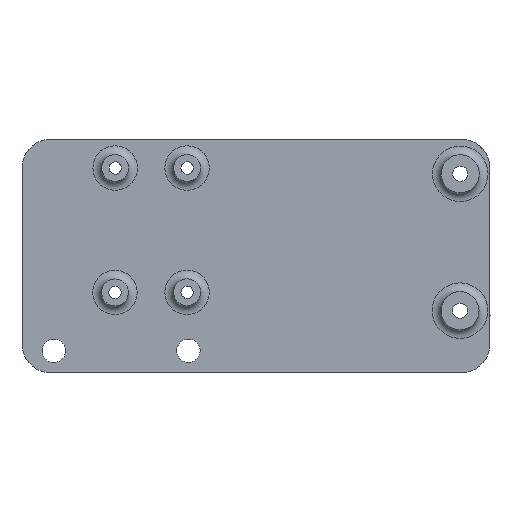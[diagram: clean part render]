
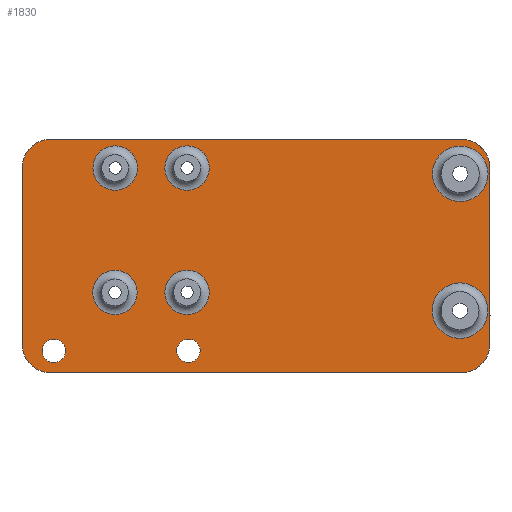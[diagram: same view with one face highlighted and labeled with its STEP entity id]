
A CAD part, front view. The second image highlights one B-rep face of the part: STEP entity #1830.
In plain terms, the highlighted planar face has unit normal (0, -1, 0).
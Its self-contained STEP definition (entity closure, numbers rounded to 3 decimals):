
#57=FACE_BOUND('',#285,.T.);
#58=FACE_BOUND('',#286,.T.);
#59=FACE_BOUND('',#287,.T.);
#60=FACE_BOUND('',#288,.T.);
#61=FACE_BOUND('',#289,.T.);
#62=FACE_BOUND('',#290,.T.);
#63=FACE_BOUND('',#291,.T.);
#64=FACE_BOUND('',#292,.T.);
#99=PLANE('',#1960);
#170=FACE_OUTER_BOUND('',#284,.T.);
#284=EDGE_LOOP('',(#1289,#1290,#1291,#1292,#1293,#1294,#1295,#1296));
#285=EDGE_LOOP('',(#1297));
#286=EDGE_LOOP('',(#1298));
#287=EDGE_LOOP('',(#1299));
#288=EDGE_LOOP('',(#1300));
#289=EDGE_LOOP('',(#1301));
#290=EDGE_LOOP('',(#1302));
#291=EDGE_LOOP('',(#1303));
#292=EDGE_LOOP('',(#1304));
#438=LINE('',#2754,#597);
#442=LINE('',#2761,#601);
#443=LINE('',#2766,#602);
#444=LINE('',#2770,#603);
#597=VECTOR('',#2176,10.);
#601=VECTOR('',#2182,10.);
#602=VECTOR('',#2187,10.);
#603=VECTOR('',#2190,10.);
#754=CIRCLE('',#1957,5.);
#755=CIRCLE('',#1961,5.);
#756=CIRCLE('',#1962,5.);
#757=CIRCLE('',#1963,5.);
#758=CIRCLE('',#1964,1.3);
#759=CIRCLE('',#1965,1.3);
#760=CIRCLE('',#1966,1.3);
#761=CIRCLE('',#1967,1.3);
#762=CIRCLE('',#1968,1.3);
#763=CIRCLE('',#1969,1.3);
#764=CIRCLE('',#1970,2.);
#765=CIRCLE('',#1971,2.);
#849=VERTEX_POINT('',#2745);
#850=VERTEX_POINT('',#2747);
#852=VERTEX_POINT('',#2753);
#854=VERTEX_POINT('',#2759);
#855=VERTEX_POINT('',#2763);
#856=VERTEX_POINT('',#2765);
#857=VERTEX_POINT('',#2767);
#858=VERTEX_POINT('',#2769);
#859=VERTEX_POINT('',#2772);
#860=VERTEX_POINT('',#2774);
#861=VERTEX_POINT('',#2776);
#862=VERTEX_POINT('',#2778);
#863=VERTEX_POINT('',#2780);
#864=VERTEX_POINT('',#2782);
#865=VERTEX_POINT('',#2784);
#866=VERTEX_POINT('',#2786);
#1020=EDGE_CURVE('',#849,#850,#754,.T.);
#1023=EDGE_CURVE('',#852,#850,#438,.T.);
#1027=EDGE_CURVE('',#849,#854,#442,.T.);
#1028=EDGE_CURVE('',#855,#854,#755,.T.);
#1029=EDGE_CURVE('',#855,#856,#443,.T.);
#1030=EDGE_CURVE('',#857,#856,#756,.T.);
#1031=EDGE_CURVE('',#857,#858,#444,.T.);
#1032=EDGE_CURVE('',#852,#858,#757,.T.);
#1033=EDGE_CURVE('',#859,#859,#758,.T.);
#1034=EDGE_CURVE('',#860,#860,#759,.T.);
#1035=EDGE_CURVE('',#861,#861,#760,.T.);
#1036=EDGE_CURVE('',#862,#862,#761,.T.);
#1037=EDGE_CURVE('',#863,#863,#762,.T.);
#1038=EDGE_CURVE('',#864,#864,#763,.T.);
#1039=EDGE_CURVE('',#865,#865,#764,.T.);
#1040=EDGE_CURVE('',#866,#866,#765,.T.);
#1289=ORIENTED_EDGE('',*,*,#1023,.T.);
#1290=ORIENTED_EDGE('',*,*,#1020,.F.);
#1291=ORIENTED_EDGE('',*,*,#1027,.T.);
#1292=ORIENTED_EDGE('',*,*,#1028,.F.);
#1293=ORIENTED_EDGE('',*,*,#1029,.T.);
#1294=ORIENTED_EDGE('',*,*,#1030,.F.);
#1295=ORIENTED_EDGE('',*,*,#1031,.T.);
#1296=ORIENTED_EDGE('',*,*,#1032,.F.);
#1297=ORIENTED_EDGE('',*,*,#1033,.T.);
#1298=ORIENTED_EDGE('',*,*,#1034,.F.);
#1299=ORIENTED_EDGE('',*,*,#1035,.F.);
#1300=ORIENTED_EDGE('',*,*,#1036,.T.);
#1301=ORIENTED_EDGE('',*,*,#1037,.F.);
#1302=ORIENTED_EDGE('',*,*,#1038,.F.);
#1303=ORIENTED_EDGE('',*,*,#1039,.T.);
#1304=ORIENTED_EDGE('',*,*,#1040,.F.);
#1830=ADVANCED_FACE('',(#170,#57,#58,#59,#60,#61,#62,#63,#64),#99,.T.);
#1957=AXIS2_PLACEMENT_3D('',#2748,#2170,#2171);
#1960=AXIS2_PLACEMENT_3D('',#2762,#2183,#2184);
#1961=AXIS2_PLACEMENT_3D('',#2764,#2185,#2186);
#1962=AXIS2_PLACEMENT_3D('',#2768,#2188,#2189);
#1963=AXIS2_PLACEMENT_3D('',#2771,#2191,#2192);
#1964=AXIS2_PLACEMENT_3D('',#2773,#2193,#2194);
#1965=AXIS2_PLACEMENT_3D('',#2775,#2195,#2196);
#1966=AXIS2_PLACEMENT_3D('',#2777,#2197,#2198);
#1967=AXIS2_PLACEMENT_3D('',#2779,#2199,#2200);
#1968=AXIS2_PLACEMENT_3D('',#2781,#2201,#2202);
#1969=AXIS2_PLACEMENT_3D('',#2783,#2203,#2204);
#1970=AXIS2_PLACEMENT_3D('',#2785,#2205,#2206);
#1971=AXIS2_PLACEMENT_3D('',#2787,#2207,#2208);
#2170=DIRECTION('center_axis',(0.,1.,0.));
#2171=DIRECTION('ref_axis',(0.707,0.,0.707));
#2176=DIRECTION('',(0.,0.,1.));
#2182=DIRECTION('',(-1.,0.,0.));
#2183=DIRECTION('center_axis',(0.,-1.,0.));
#2184=DIRECTION('ref_axis',(1.,0.,0.));
#2185=DIRECTION('center_axis',(0.,1.,0.));
#2186=DIRECTION('ref_axis',(-0.707,0.,0.707));
#2187=DIRECTION('',(0.,0.,-1.));
#2188=DIRECTION('center_axis',(0.,1.,0.));
#2189=DIRECTION('ref_axis',(-0.707,0.,-0.707));
#2190=DIRECTION('',(1.,0.,0.));
#2191=DIRECTION('center_axis',(0.,1.,0.));
#2192=DIRECTION('ref_axis',(0.707,0.,-0.707));
#2193=DIRECTION('center_axis',(0.,1.,0.));
#2194=DIRECTION('ref_axis',(1.,0.,0.));
#2195=DIRECTION('center_axis',(0.,-1.,0.));
#2196=DIRECTION('ref_axis',(1.,0.,0.));
#2197=DIRECTION('center_axis',(0.,-1.,0.));
#2198=DIRECTION('ref_axis',(1.,0.,0.));
#2199=DIRECTION('center_axis',(0.,1.,0.));
#2200=DIRECTION('ref_axis',(1.,0.,0.));
#2201=DIRECTION('center_axis',(0.,-1.,0.));
#2202=DIRECTION('ref_axis',(1.,0.,0.));
#2203=DIRECTION('center_axis',(0.,-1.,0.));
#2204=DIRECTION('ref_axis',(1.,0.,0.));
#2205=DIRECTION('center_axis',(0.,1.,0.));
#2206=DIRECTION('ref_axis',(1.,0.,0.));
#2207=DIRECTION('center_axis',(0.,-1.,0.));
#2208=DIRECTION('ref_axis',(-1.,0.,0.));
#2745=CARTESIAN_POINT('',(35.,74.8,9.));
#2747=CARTESIAN_POINT('',(40.,74.8,4.));
#2748=CARTESIAN_POINT('Origin',(35.,74.8,4.));
#2753=CARTESIAN_POINT('',(40.,74.8,-26.));
#2754=CARTESIAN_POINT('',(40.,74.8,9.));
#2759=CARTESIAN_POINT('',(-35.,74.8,9.));
#2761=CARTESIAN_POINT('',(-40.,74.8,9.));
#2762=CARTESIAN_POINT('Origin',(0.,74.8,-11.));
#2763=CARTESIAN_POINT('',(-40.,74.8,4.));
#2764=CARTESIAN_POINT('Origin',(-35.,74.8,4.));
#2765=CARTESIAN_POINT('',(-40.,74.8,-26.));
#2766=CARTESIAN_POINT('',(-40.,74.8,-21.));
#2767=CARTESIAN_POINT('',(-35.,74.8,-31.));
#2768=CARTESIAN_POINT('Origin',(-35.,74.8,-26.));
#2769=CARTESIAN_POINT('',(35.,74.8,-31.));
#2770=CARTESIAN_POINT('',(-40.,74.8,-31.));
#2771=CARTESIAN_POINT('Origin',(35.,74.8,-26.));
#2772=CARTESIAN_POINT('',(33.627,74.8,3.053));
#2773=CARTESIAN_POINT('Origin',(34.927,74.8,3.053));
#2774=CARTESIAN_POINT('',(-25.405,74.8,-17.222));
#2775=CARTESIAN_POINT('Origin',(-24.105,74.8,-17.222));
#2776=CARTESIAN_POINT('',(-13.077,74.8,-17.203));
#2777=CARTESIAN_POINT('Origin',(-11.777,74.8,-17.203));
#2778=CARTESIAN_POINT('',(33.593,74.8,-20.34));
#2779=CARTESIAN_POINT('Origin',(34.893,74.8,-20.34));
#2780=CARTESIAN_POINT('',(-13.074,74.8,4.042));
#2781=CARTESIAN_POINT('Origin',(-11.774,74.8,4.042));
#2782=CARTESIAN_POINT('',(-25.374,74.8,4.042));
#2783=CARTESIAN_POINT('Origin',(-24.074,74.8,4.042));
#2784=CARTESIAN_POINT('',(-13.544,74.8,-27.221));
#2785=CARTESIAN_POINT('Origin',(-11.544,74.8,-27.221));
#2786=CARTESIAN_POINT('',(-32.544,74.8,-27.221));
#2787=CARTESIAN_POINT('Origin',(-34.544,74.8,-27.221));
